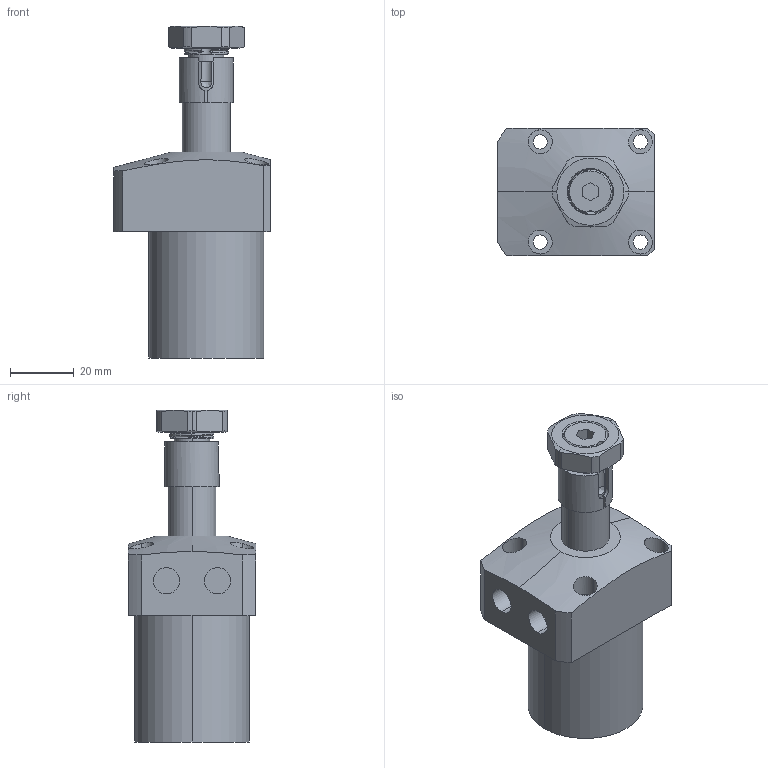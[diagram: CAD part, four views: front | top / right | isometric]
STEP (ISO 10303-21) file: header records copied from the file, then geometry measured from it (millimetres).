
FILE_DESCRIPTION (( 'STEP AP203' ), '1' );
FILE_NAME ('CHA-036SRx90.STEP', '2019-12-07T01:58:34', ( '' ), ( '' ), 'SwSTEP 2.0', 'SolidWorks 2017', '' );
FILE_SCHEMA (( 'CONFIG_CONTROL_DESIGN' ));
Length unit declared in the file: millimetre
Products named in the file (5): CHA-036蹟譫; CHA-036活塞杆_1; CHA-036SRx90; CHA-036S袪杶; CHA-036掛极_1
Assembly tree (4 placements, depth 2):
  CHA-036SRx90
    CHA-036掛极_1
    CHA-036活塞杆_1
    CHA-036S袪杶
    CHA-036蹟譫
Bounding box: 49 x 40 x 104 mm (x, y, z)
Volume: 84047.1 mm3; surface area: 28120.1 mm2
Topology: 4 solids, 5 shells, 152 faces, 389 edges, 258 vertices
Faces by surface type: cylinder 75, plane 44, cone 18, bspline 15
Entity records: 9108 total; most frequent: CARTESIAN_POINT 5138, ORIENTED_EDGE 776, DIRECTION 660, EDGE_CURVE 388, AXIS2_PLACEMENT_3D 261, VERTEX_POINT 258, EDGE_LOOP 176, ADVANCED_FACE 152
